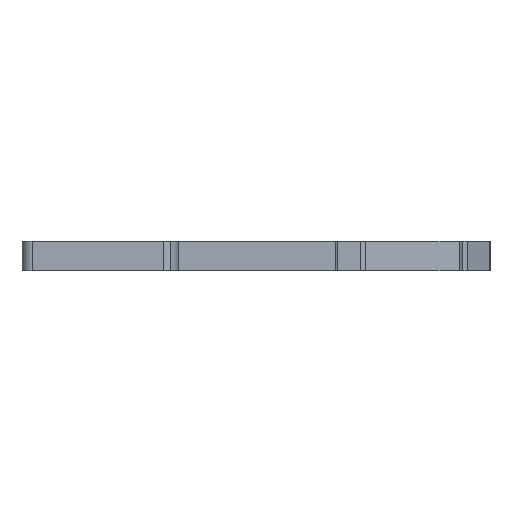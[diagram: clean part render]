
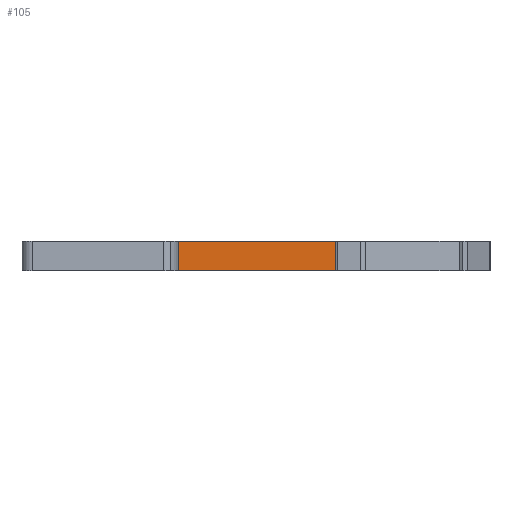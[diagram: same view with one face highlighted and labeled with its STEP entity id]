
A CAD part, front view. The second image highlights one B-rep face of the part: STEP entity #105.
In plain terms, the highlighted planar face has unit normal (0, -1, 0).
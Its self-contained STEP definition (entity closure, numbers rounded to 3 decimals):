
#105 = ADVANCED_FACE( '', ( #432 ), #433, .F. );
#432 = FACE_OUTER_BOUND( '', #1043, .T. );
#433 = PLANE( '', #1044 );
#1043 = EDGE_LOOP( '', ( #1805, #1806, #1807, #1808 ) );
#1044 = AXIS2_PLACEMENT_3D( '', #1809, #1810, #1811 );
#1805 = ORIENTED_EDGE( '', *, *, #4187, .T. );
#1806 = ORIENTED_EDGE( '', *, *, #4186, .F. );
#1807 = ORIENTED_EDGE( '', *, *, #4188, .F. );
#1808 = ORIENTED_EDGE( '', *, *, #4189, .T. );
#1809 = CARTESIAN_POINT( '', ( -16.107, 0.001, 6. ) );
#1810 = DIRECTION( '', ( 0., 1., 0. ) );
#1811 = DIRECTION( '', ( 0., 0., 1. ) );
#4186 = EDGE_CURVE( '', #5059, #5057, #5061, .T. );
#4187 = EDGE_CURVE( '', #5062, #5057, #5063, .T. );
#4188 = EDGE_CURVE( '', #5064, #5059, #5065, .T. );
#4189 = EDGE_CURVE( '', #5064, #5062, #5066, .T. );
#5057 = VERTEX_POINT( '', #6510 );
#5059 = VERTEX_POINT( '', #6512 );
#5061 = LINE( '', #6514, #6515 );
#5062 = VERTEX_POINT( '', #6516 );
#5063 = LINE( '', #6517, #6518 );
#5064 = VERTEX_POINT( '', #6519 );
#5065 = LINE( '', #6520, #6521 );
#5066 = LINE( '', #6522, #6523 );
#6510 = CARTESIAN_POINT( '', ( 16.893, 0.001, 0. ) );
#6512 = CARTESIAN_POINT( '', ( 16.893, 0.001, 6. ) );
#6514 = CARTESIAN_POINT( '', ( 16.893, 0.001, 6. ) );
#6515 = VECTOR( '', #8526, 1000. );
#6516 = CARTESIAN_POINT( '', ( -16.107, 0.001, 0. ) );
#6517 = CARTESIAN_POINT( '', ( -16.107, 0.001, 0. ) );
#6518 = VECTOR( '', #8527, 1000. );
#6519 = CARTESIAN_POINT( '', ( -16.107, 0.001, 6. ) );
#6520 = CARTESIAN_POINT( '', ( -16.107, 0.001, 6. ) );
#6521 = VECTOR( '', #8528, 1000. );
#6522 = CARTESIAN_POINT( '', ( -16.107, 0.001, 6. ) );
#6523 = VECTOR( '', #8529, 1000. );
#8526 = DIRECTION( '', ( 0., 0., -1. ) );
#8527 = DIRECTION( '', ( 1., 0., 0. ) );
#8528 = DIRECTION( '', ( 1., 0., 0. ) );
#8529 = DIRECTION( '', ( 0., 0., -1. ) );
